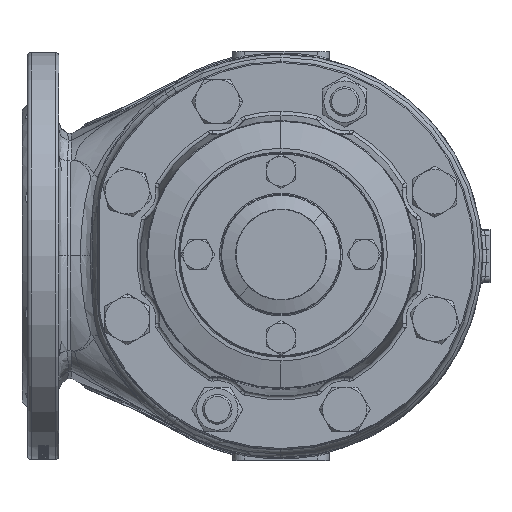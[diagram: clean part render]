
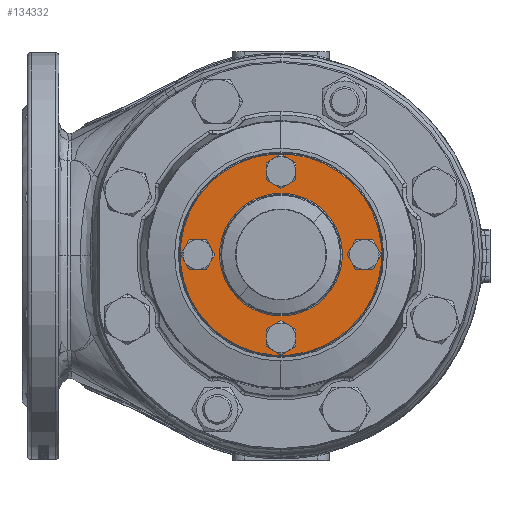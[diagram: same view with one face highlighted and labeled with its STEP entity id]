
A CAD part, top view. The second image highlights one B-rep face of the part: STEP entity #134332.
In plain terms, the highlighted planar face has unit normal (0, 0, 1).
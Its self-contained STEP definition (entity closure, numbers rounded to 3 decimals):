
#133088=CARTESIAN_POINT('',(-38.537,-38.537,433.35));
#133089=VERTEX_POINT('',#133088);
#133090=CARTESIAN_POINT('',(38.537,38.537,433.35));
#133091=VERTEX_POINT('',#133090);
#133092=CARTESIAN_POINT('',(0.,0.,433.35));
#133093=DIRECTION('',(-0.,-0.,1.));
#133094=DIRECTION('',(0.707,0.707,0.));
#133095=AXIS2_PLACEMENT_3D('',#133092,#133093,#133094);
#133096=CIRCLE('',#133095,54.5);
#133097=EDGE_CURVE('NONE',#133089,#133091,#133096,.T.);
#133183=CARTESIAN_POINT('',(-41.111,3.889,433.35));
#133184=VERTEX_POINT('',#133183);
#133191=CARTESIAN_POINT('',(-48.889,-3.889,433.35));
#133192=VERTEX_POINT('',#133191);
#133193=CARTESIAN_POINT('',(-45.,0.,433.35));
#133194=DIRECTION('',(0.,0.,1.));
#133195=DIRECTION('',(-0.707,-0.707,0.));
#133196=AXIS2_PLACEMENT_3D('',#133193,#133194,#133195);
#133197=CIRCLE('',#133196,5.5);
#133198=EDGE_CURVE('NONE',#133184,#133192,#133197,.T.);
#133225=CARTESIAN_POINT('',(3.889,-41.111,433.35));
#133226=VERTEX_POINT('',#133225);
#133233=CARTESIAN_POINT('',(-3.889,-48.889,433.35));
#133234=VERTEX_POINT('',#133233);
#133235=CARTESIAN_POINT('',(0.,-45.,433.35));
#133236=DIRECTION('',(0.,0.,1.));
#133237=DIRECTION('',(-0.707,-0.707,0.));
#133238=AXIS2_PLACEMENT_3D('',#133235,#133236,#133237);
#133239=CIRCLE('',#133238,5.5);
#133240=EDGE_CURVE('NONE',#133226,#133234,#133239,.T.);
#133267=CARTESIAN_POINT('',(48.889,3.889,433.35));
#133268=VERTEX_POINT('',#133267);
#133275=CARTESIAN_POINT('',(41.111,-3.889,433.35));
#133276=VERTEX_POINT('',#133275);
#133277=CARTESIAN_POINT('',(45.,0.,433.35));
#133278=DIRECTION('',(0.,0.,1.));
#133279=DIRECTION('',(-0.707,-0.707,0.));
#133280=AXIS2_PLACEMENT_3D('',#133277,#133278,#133279);
#133281=CIRCLE('',#133280,5.5);
#133282=EDGE_CURVE('NONE',#133268,#133276,#133281,.T.);
#133309=CARTESIAN_POINT('',(3.889,48.889,433.35));
#133310=VERTEX_POINT('',#133309);
#133317=CARTESIAN_POINT('',(-3.889,41.111,433.35));
#133318=VERTEX_POINT('',#133317);
#133319=CARTESIAN_POINT('',(0.,45.,433.35));
#133320=DIRECTION('',(0.,0.,1.));
#133321=DIRECTION('',(-0.707,-0.707,0.));
#133322=AXIS2_PLACEMENT_3D('',#133319,#133320,#133321);
#133323=CIRCLE('',#133322,5.5);
#133324=EDGE_CURVE('NONE',#133310,#133318,#133323,.T.);
#133382=CARTESIAN_POINT('',(-23.476,-23.476,433.35));
#133383=VERTEX_POINT('',#133382);
#133384=CARTESIAN_POINT('',(23.476,23.476,433.35));
#133385=VERTEX_POINT('',#133384);
#133386=CARTESIAN_POINT('',(0.,0.,433.35));
#133387=DIRECTION('',(0.,0.,-1.));
#133388=DIRECTION('',(0.707,0.707,0.));
#133389=AXIS2_PLACEMENT_3D('',#133386,#133387,#133388);
#133390=CIRCLE('',#133389,33.2);
#133391=EDGE_CURVE('NONE',#133383,#133385,#133390,.T.);
#134267=CARTESIAN_POINT('',(-38.891,38.891,433.35));
#134268=DIRECTION('',(0.,0.,-1.));
#134269=DIRECTION('',(0.707,0.707,0.));
#134270=AXIS2_PLACEMENT_3D('',#134267,#134268,#134269);
#134271=PLANE('',#134270);
#134272=CARTESIAN_POINT('',(0.,0.,433.35));
#134273=DIRECTION('',(-0.,-0.,1.));
#134274=DIRECTION('',(0.707,0.707,0.));
#134275=AXIS2_PLACEMENT_3D('',#134272,#134273,#134274);
#134276=CIRCLE('',#134275,54.5);
#134277=EDGE_CURVE('NONE',#133091,#133089,#134276,.T.);
#134278=ORIENTED_EDGE('',*,*,#134277,.T.);
#134279=ORIENTED_EDGE('',*,*,#133097,.T.);
#134280=EDGE_LOOP('',(#134278,#134279));
#134281=FACE_BOUND('',#134280,.T.);
#134282=CARTESIAN_POINT('',(-45.,0.,433.35));
#134283=DIRECTION('',(0.,0.,1.));
#134284=DIRECTION('',(-0.707,-0.707,0.));
#134285=AXIS2_PLACEMENT_3D('',#134282,#134283,#134284);
#134286=CIRCLE('',#134285,5.5);
#134287=EDGE_CURVE('NONE',#133192,#133184,#134286,.T.);
#134288=ORIENTED_EDGE('',*,*,#134287,.F.);
#134289=ORIENTED_EDGE('',*,*,#133198,.F.);
#134290=EDGE_LOOP('',(#134288,#134289));
#134291=FACE_BOUND('',#134290,.T.);
#134292=CARTESIAN_POINT('',(0.,-45.,433.35));
#134293=DIRECTION('',(0.,0.,1.));
#134294=DIRECTION('',(-0.707,-0.707,0.));
#134295=AXIS2_PLACEMENT_3D('',#134292,#134293,#134294);
#134296=CIRCLE('',#134295,5.5);
#134297=EDGE_CURVE('NONE',#133234,#133226,#134296,.T.);
#134298=ORIENTED_EDGE('',*,*,#134297,.F.);
#134299=ORIENTED_EDGE('',*,*,#133240,.F.);
#134300=EDGE_LOOP('',(#134298,#134299));
#134301=FACE_BOUND('',#134300,.T.);
#134302=CARTESIAN_POINT('',(45.,0.,433.35));
#134303=DIRECTION('',(0.,0.,1.));
#134304=DIRECTION('',(-0.707,-0.707,0.));
#134305=AXIS2_PLACEMENT_3D('',#134302,#134303,#134304);
#134306=CIRCLE('',#134305,5.5);
#134307=EDGE_CURVE('NONE',#133276,#133268,#134306,.T.);
#134308=ORIENTED_EDGE('',*,*,#134307,.F.);
#134309=ORIENTED_EDGE('',*,*,#133282,.F.);
#134310=EDGE_LOOP('',(#134308,#134309));
#134311=FACE_BOUND('',#134310,.T.);
#134312=CARTESIAN_POINT('',(0.,45.,433.35));
#134313=DIRECTION('',(0.,0.,1.));
#134314=DIRECTION('',(-0.707,-0.707,0.));
#134315=AXIS2_PLACEMENT_3D('',#134312,#134313,#134314);
#134316=CIRCLE('',#134315,5.5);
#134317=EDGE_CURVE('NONE',#133318,#133310,#134316,.T.);
#134318=ORIENTED_EDGE('',*,*,#134317,.F.);
#134319=ORIENTED_EDGE('',*,*,#133324,.F.);
#134320=EDGE_LOOP('',(#134318,#134319));
#134321=FACE_BOUND('',#134320,.T.);
#134322=CARTESIAN_POINT('',(0.,0.,433.35));
#134323=DIRECTION('',(0.,0.,-1.));
#134324=DIRECTION('',(0.707,0.707,0.));
#134325=AXIS2_PLACEMENT_3D('',#134322,#134323,#134324);
#134326=CIRCLE('',#134325,33.2);
#134327=EDGE_CURVE('NONE',#133385,#133383,#134326,.T.);
#134328=ORIENTED_EDGE('',*,*,#134327,.T.);
#134329=ORIENTED_EDGE('',*,*,#133391,.T.);
#134330=EDGE_LOOP('',(#134328,#134329));
#134331=FACE_BOUND('',#134330,.T.);
#134332=ADVANCED_FACE('NONE',(#134281,#134291,#134301,#134311,#134321,#134331),#134271,.F.);
